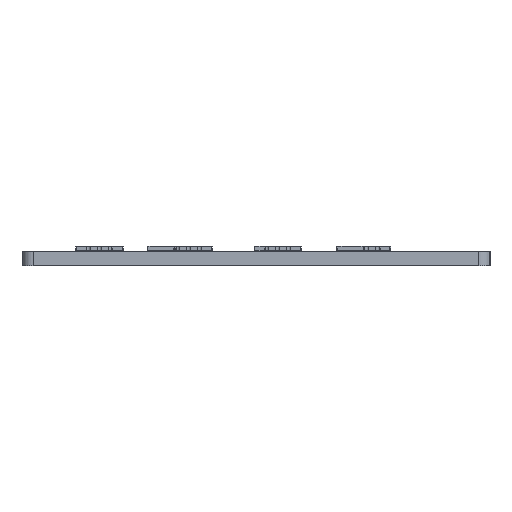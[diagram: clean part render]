
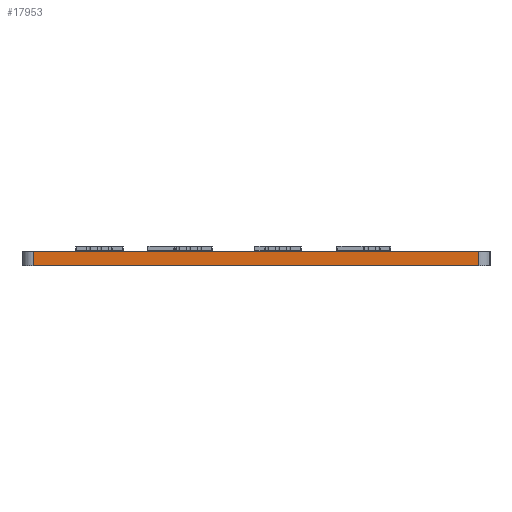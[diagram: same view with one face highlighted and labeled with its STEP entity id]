
A CAD part, left-side view. The second image highlights one B-rep face of the part: STEP entity #17953.
In plain terms, the highlighted planar face has unit normal (-1, 0, 0).
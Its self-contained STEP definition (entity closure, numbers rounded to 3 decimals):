
#17770 = CYLINDRICAL_SURFACE('',#17771,1.27);
#17771 = AXIS2_PLACEMENT_3D('',#17772,#17773,#17774);
#17772 = CARTESIAN_POINT('',(3.759,53.5,0.));
#17773 = DIRECTION('',(-0.,-0.,-1.));
#17774 = DIRECTION('',(1.,0.,-0.));
#17795 = VERTEX_POINT('',#17796);
#17796 = CARTESIAN_POINT('',(2.489,53.5,1.6));
#17811 = PLANE('',#17812);
#17812 = AXIS2_PLACEMENT_3D('',#17813,#17814,#17815);
#17813 = CARTESIAN_POINT('',(62.117,28.1,1.6));
#17814 = DIRECTION('',(0.,0.,1.));
#17815 = DIRECTION('',(1.,0.,-0.));
#17823 = EDGE_CURVE('',#17824,#17795,#17826,.T.);
#17824 = VERTEX_POINT('',#17825);
#17825 = CARTESIAN_POINT('',(2.489,53.5,0.));
#17826 = SURFACE_CURVE('',#17827,(#17831,#17838),.PCURVE_S1.);
#17827 = LINE('',#17828,#17829);
#17828 = CARTESIAN_POINT('',(2.489,53.5,0.));
#17829 = VECTOR('',#17830,1.);
#17830 = DIRECTION('',(0.,0.,1.));
#17831 = PCURVE('',#17770,#17832);
#17832 = DEFINITIONAL_REPRESENTATION('',(#17833),#17837);
#17833 = LINE('',#17834,#17835);
#17834 = CARTESIAN_POINT('',(-3.142,0.));
#17835 = VECTOR('',#17836,1.);
#17836 = DIRECTION('',(-0.,-1.));
#17837 = ( GEOMETRIC_REPRESENTATION_CONTEXT(2) 
PARAMETRIC_REPRESENTATION_CONTEXT() REPRESENTATION_CONTEXT('2D SPACE',''
  ) );
#17838 = PCURVE('',#17839,#17844);
#17839 = PLANE('',#17840);
#17840 = AXIS2_PLACEMENT_3D('',#17841,#17842,#17843);
#17841 = CARTESIAN_POINT('',(2.489,2.7,0.));
#17842 = DIRECTION('',(-1.,0.,0.));
#17843 = DIRECTION('',(0.,1.,0.));
#17844 = DEFINITIONAL_REPRESENTATION('',(#17845),#17849);
#17845 = LINE('',#17846,#17847);
#17846 = CARTESIAN_POINT('',(50.8,0.));
#17847 = VECTOR('',#17848,1.);
#17848 = DIRECTION('',(0.,-1.));
#17849 = ( GEOMETRIC_REPRESENTATION_CONTEXT(2) 
PARAMETRIC_REPRESENTATION_CONTEXT() REPRESENTATION_CONTEXT('2D SPACE',''
  ) );
#17866 = PLANE('',#17867);
#17867 = AXIS2_PLACEMENT_3D('',#17868,#17869,#17870);
#17868 = CARTESIAN_POINT('',(62.117,28.1,0.));
#17869 = DIRECTION('',(0.,0.,1.));
#17870 = DIRECTION('',(1.,0.,-0.));
#17953 = ADVANCED_FACE('',(#17954),#17839,.T.);
#17954 = FACE_BOUND('',#17955,.T.);
#17955 = EDGE_LOOP('',(#17956,#17986,#18007,#18008));
#17956 = ORIENTED_EDGE('',*,*,#17957,.T.);
#17957 = EDGE_CURVE('',#17958,#17960,#17962,.T.);
#17958 = VERTEX_POINT('',#17959);
#17959 = CARTESIAN_POINT('',(2.489,2.7,0.));
#17960 = VERTEX_POINT('',#17961);
#17961 = CARTESIAN_POINT('',(2.489,2.7,1.6));
#17962 = SURFACE_CURVE('',#17963,(#17967,#17974),.PCURVE_S1.);
#17963 = LINE('',#17964,#17965);
#17964 = CARTESIAN_POINT('',(2.489,2.7,0.));
#17965 = VECTOR('',#17966,1.);
#17966 = DIRECTION('',(0.,0.,1.));
#17967 = PCURVE('',#17839,#17968);
#17968 = DEFINITIONAL_REPRESENTATION('',(#17969),#17973);
#17969 = LINE('',#17970,#17971);
#17970 = CARTESIAN_POINT('',(0.,0.));
#17971 = VECTOR('',#17972,1.);
#17972 = DIRECTION('',(0.,-1.));
#17973 = ( GEOMETRIC_REPRESENTATION_CONTEXT(2) 
PARAMETRIC_REPRESENTATION_CONTEXT() REPRESENTATION_CONTEXT('2D SPACE',''
  ) );
#17974 = PCURVE('',#17975,#17980);
#17975 = CYLINDRICAL_SURFACE('',#17976,1.27);
#17976 = AXIS2_PLACEMENT_3D('',#17977,#17978,#17979);
#17977 = CARTESIAN_POINT('',(3.759,2.7,0.));
#17978 = DIRECTION('',(-0.,-0.,-1.));
#17979 = DIRECTION('',(1.,0.,-0.));
#17980 = DEFINITIONAL_REPRESENTATION('',(#17981),#17985);
#17981 = LINE('',#17982,#17983);
#17982 = CARTESIAN_POINT('',(-3.142,0.));
#17983 = VECTOR('',#17984,1.);
#17984 = DIRECTION('',(-0.,-1.));
#17985 = ( GEOMETRIC_REPRESENTATION_CONTEXT(2) 
PARAMETRIC_REPRESENTATION_CONTEXT() REPRESENTATION_CONTEXT('2D SPACE',''
  ) );
#17986 = ORIENTED_EDGE('',*,*,#17987,.T.);
#17987 = EDGE_CURVE('',#17960,#17795,#17988,.T.);
#17988 = SURFACE_CURVE('',#17989,(#17993,#18000),.PCURVE_S1.);
#17989 = LINE('',#17990,#17991);
#17990 = CARTESIAN_POINT('',(2.489,2.7,1.6));
#17991 = VECTOR('',#17992,1.);
#17992 = DIRECTION('',(0.,1.,0.));
#17993 = PCURVE('',#17839,#17994);
#17994 = DEFINITIONAL_REPRESENTATION('',(#17995),#17999);
#17995 = LINE('',#17996,#17997);
#17996 = CARTESIAN_POINT('',(0.,-1.6));
#17997 = VECTOR('',#17998,1.);
#17998 = DIRECTION('',(1.,0.));
#17999 = ( GEOMETRIC_REPRESENTATION_CONTEXT(2) 
PARAMETRIC_REPRESENTATION_CONTEXT() REPRESENTATION_CONTEXT('2D SPACE',''
  ) );
#18000 = PCURVE('',#17811,#18001);
#18001 = DEFINITIONAL_REPRESENTATION('',(#18002),#18006);
#18002 = LINE('',#18003,#18004);
#18003 = CARTESIAN_POINT('',(-59.628,-25.4));
#18004 = VECTOR('',#18005,1.);
#18005 = DIRECTION('',(0.,1.));
#18006 = ( GEOMETRIC_REPRESENTATION_CONTEXT(2) 
PARAMETRIC_REPRESENTATION_CONTEXT() REPRESENTATION_CONTEXT('2D SPACE',''
  ) );
#18007 = ORIENTED_EDGE('',*,*,#17823,.F.);
#18008 = ORIENTED_EDGE('',*,*,#18009,.F.);
#18009 = EDGE_CURVE('',#17958,#17824,#18010,.T.);
#18010 = SURFACE_CURVE('',#18011,(#18015,#18022),.PCURVE_S1.);
#18011 = LINE('',#18012,#18013);
#18012 = CARTESIAN_POINT('',(2.489,2.7,0.));
#18013 = VECTOR('',#18014,1.);
#18014 = DIRECTION('',(0.,1.,0.));
#18015 = PCURVE('',#17839,#18016);
#18016 = DEFINITIONAL_REPRESENTATION('',(#18017),#18021);
#18017 = LINE('',#18018,#18019);
#18018 = CARTESIAN_POINT('',(0.,0.));
#18019 = VECTOR('',#18020,1.);
#18020 = DIRECTION('',(1.,0.));
#18021 = ( GEOMETRIC_REPRESENTATION_CONTEXT(2) 
PARAMETRIC_REPRESENTATION_CONTEXT() REPRESENTATION_CONTEXT('2D SPACE',''
  ) );
#18022 = PCURVE('',#17866,#18023);
#18023 = DEFINITIONAL_REPRESENTATION('',(#18024),#18028);
#18024 = LINE('',#18025,#18026);
#18025 = CARTESIAN_POINT('',(-59.628,-25.4));
#18026 = VECTOR('',#18027,1.);
#18027 = DIRECTION('',(0.,1.));
#18028 = ( GEOMETRIC_REPRESENTATION_CONTEXT(2) 
PARAMETRIC_REPRESENTATION_CONTEXT() REPRESENTATION_CONTEXT('2D SPACE',''
  ) );
